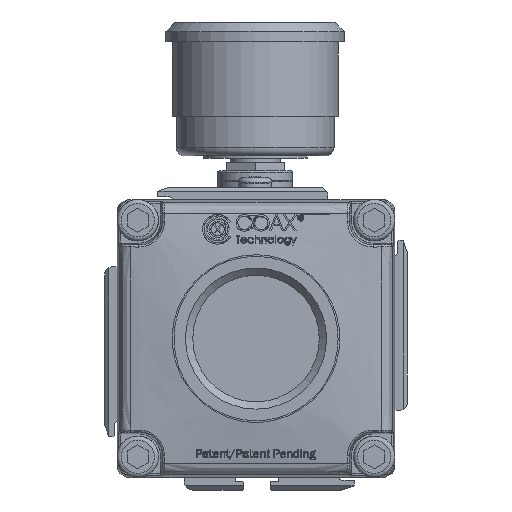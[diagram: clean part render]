
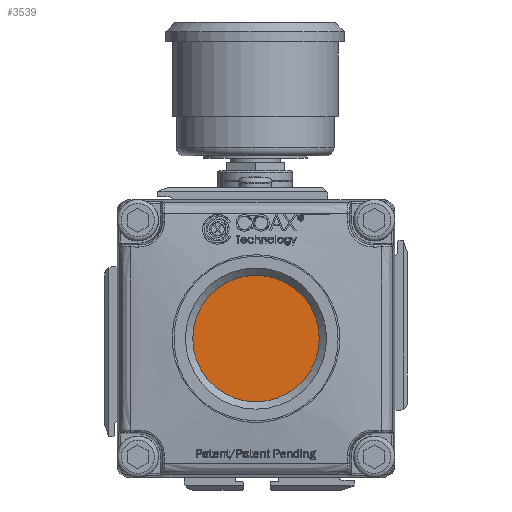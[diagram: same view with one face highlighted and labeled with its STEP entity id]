
A CAD part, front view. The second image highlights one B-rep face of the part: STEP entity #3539.
In plain terms, the highlighted planar face has unit normal (0, -1, 0).
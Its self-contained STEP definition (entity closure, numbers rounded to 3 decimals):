
#3539 = ADVANCED_FACE( '', ( #8608 ), #8609, .T. );
#8608 = FACE_OUTER_BOUND( '', #23911, .T. );
#8609 = PLANE( '', #23912 );
#23911 = EDGE_LOOP( '', ( #49643 ) );
#23912 = AXIS2_PLACEMENT_3D( '', #49644, #49645, #49646 );
#49643 = ORIENTED_EDGE( '', *, *, #66868, .F. );
#49644 = CARTESIAN_POINT( '', ( 20.446, -5., 20.588 ) );
#49645 = DIRECTION( '', ( 0., -1., 0. ) );
#49646 = DIRECTION( '', ( 0., 0., 1. ) );
#66868 = EDGE_CURVE( '', #76517, #76517, #76518, .F. );
#76517 = VERTEX_POINT( '', #97277 );
#76518 = CIRCLE( '', #97278, 15.25 );
#97277 = CARTESIAN_POINT( '', ( 0., -5., 15.25 ) );
#97278 = AXIS2_PLACEMENT_3D( '', #113136, #113137, #113138 );
#113136 = CARTESIAN_POINT( '', ( 0., -5., 0. ) );
#113137 = DIRECTION( '', ( 0., -1., 0. ) );
#113138 = DIRECTION( '', ( 0., 0., 1. ) );
